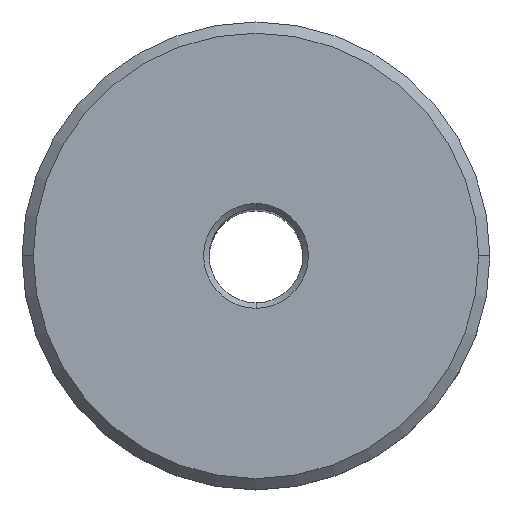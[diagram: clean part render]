
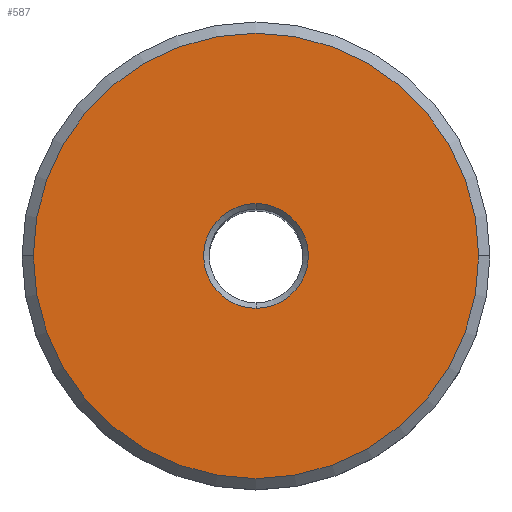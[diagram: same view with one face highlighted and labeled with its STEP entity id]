
A CAD part, top view. The second image highlights one B-rep face of the part: STEP entity #587.
In plain terms, the highlighted planar face has unit normal (0, 0, 1).
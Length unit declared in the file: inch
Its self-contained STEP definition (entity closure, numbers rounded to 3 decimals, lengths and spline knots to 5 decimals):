
#1 = DIRECTION ( 'NONE',  ( -1., 0., 0. ) ) ;
#30 = DIRECTION ( 'NONE',  ( 0., 0., -1. ) ) ;
#45 = ORIENTED_EDGE ( 'NONE', *, *, #285, .T. ) ;
#114 = PLANE ( 'NONE',  #690 ) ;
#116 = AXIS2_PLACEMENT_3D ( 'NONE', #299, #366, #907 ) ;
#142 = CARTESIAN_POINT ( 'NONE',  ( 0.595, 0., 0. ) ) ;
#153 = DIRECTION ( 'NONE',  ( 0., 0., -1. ) ) ;
#202 = ORIENTED_EDGE ( 'NONE', *, *, #817, .T. ) ;
#246 = EDGE_LOOP ( 'NONE', ( #333, #704 ) ) ;
#285 = EDGE_CURVE ( 'NONE', #751, #731, #309, .T. ) ;
#299 = CARTESIAN_POINT ( 'NONE',  ( 0., 0., 0. ) ) ;
#309 = CIRCLE ( 'NONE', #901, 0.14 ) ;
#333 = ORIENTED_EDGE ( 'NONE', *, *, #746, .T. ) ;
#341 = FACE_OUTER_BOUND ( 'NONE', #246, .T. ) ;
#366 = DIRECTION ( 'NONE',  ( 0., 0., 1. ) ) ;
#398 = VERTEX_POINT ( 'NONE', #552 ) ;
#438 = CARTESIAN_POINT ( 'NONE',  ( 0., -0.14, 0. ) ) ;
#466 = CIRCLE ( 'NONE', #891, 0.595 ) ;
#470 = CARTESIAN_POINT ( 'NONE',  ( 0., 0., 0. ) ) ;
#514 = DIRECTION ( 'NONE',  ( -1., 0., 0. ) ) ;
#552 = CARTESIAN_POINT ( 'NONE',  ( -0.595, 0., 0. ) ) ;
#570 = DIRECTION ( 'NONE',  ( 0., 0., -1. ) ) ;
#587 = ADVANCED_FACE ( 'NONE', ( #341, #643 ), #114, .F. ) ;
#643 = FACE_BOUND ( 'NONE', #988, .T. ) ;
#664 = EDGE_CURVE ( 'NONE', #681, #398, #466, .T. ) ;
#672 = AXIS2_PLACEMENT_3D ( 'NONE', #758, #153, #1 ) ;
#674 = CIRCLE ( 'NONE', #116, 0.595 ) ;
#681 = VERTEX_POINT ( 'NONE', #142 ) ;
#690 = AXIS2_PLACEMENT_3D ( 'NONE', #958, #570, #879 ) ;
#704 = ORIENTED_EDGE ( 'NONE', *, *, #664, .T. ) ;
#731 = VERTEX_POINT ( 'NONE', #438 ) ;
#735 = DIRECTION ( 'NONE',  ( 0., 0., 1. ) ) ;
#746 = EDGE_CURVE ( 'NONE', #398, #681, #674, .T. ) ;
#751 = VERTEX_POINT ( 'NONE', #911 ) ;
#758 = CARTESIAN_POINT ( 'NONE',  ( 0., 0., 0. ) ) ;
#774 = DIRECTION ( 'NONE',  ( -1., 0., 0. ) ) ;
#817 = EDGE_CURVE ( 'NONE', #731, #751, #903, .T. ) ;
#879 = DIRECTION ( 'NONE',  ( -1., 0., 0. ) ) ;
#891 = AXIS2_PLACEMENT_3D ( 'NONE', #977, #735, #514 ) ;
#901 = AXIS2_PLACEMENT_3D ( 'NONE', #470, #30, #774 ) ;
#903 = CIRCLE ( 'NONE', #672, 0.14 ) ;
#907 = DIRECTION ( 'NONE',  ( -1., 0., 0. ) ) ;
#911 = CARTESIAN_POINT ( 'NONE',  ( 0., 0.14, 0. ) ) ;
#958 = CARTESIAN_POINT ( 'NONE',  ( 0., 0.625, 0. ) ) ;
#977 = CARTESIAN_POINT ( 'NONE',  ( 0., 0., 0. ) ) ;
#988 = EDGE_LOOP ( 'NONE', ( #202, #45 ) ) ;
